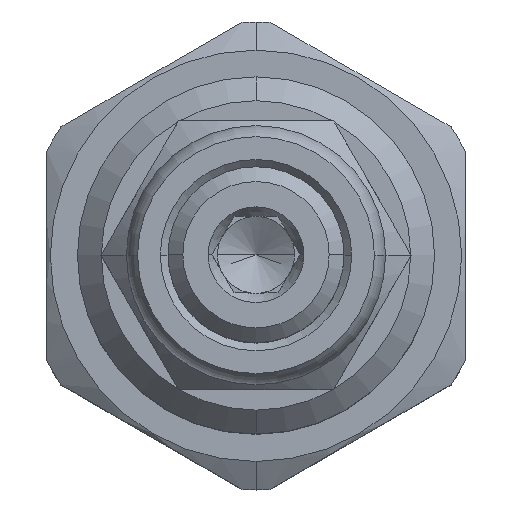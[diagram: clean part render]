
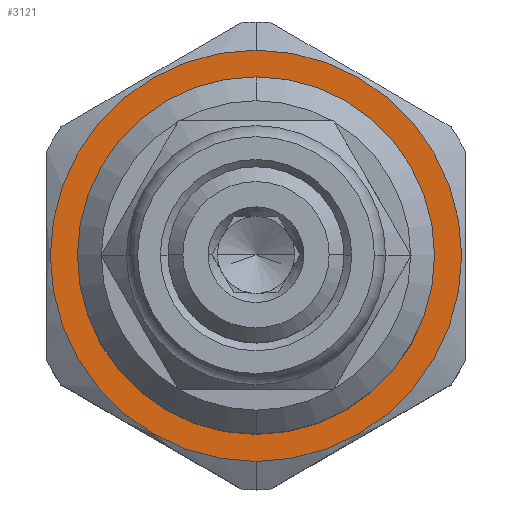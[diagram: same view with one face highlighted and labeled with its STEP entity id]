
A CAD part, top view. The second image highlights one B-rep face of the part: STEP entity #3121.
In plain terms, the highlighted planar face has unit normal (0, 0, 1).
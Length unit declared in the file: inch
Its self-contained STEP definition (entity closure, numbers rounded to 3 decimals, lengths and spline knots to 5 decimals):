
#216=CARTESIAN_POINT('',(0.,0.,2.246));
#217=DIRECTION('',(0.,0.,1.));
#218=DIRECTION('',(0.,-1.,0.));
#219=AXIS2_PLACEMENT_3D('',#216,#217,#218);
#221=CARTESIAN_POINT('',(0.,0.,2.246));
#222=DIRECTION('',(0.,0.,-1.));
#223=DIRECTION('',(0.,-1.,0.));
#224=AXIS2_PLACEMENT_3D('',#221,#222,#223);
#230=CARTESIAN_POINT('',(0.,0.,2.246));
#231=DIRECTION('',(0.,0.,-1.));
#232=DIRECTION('',(0.,-1.,0.));
#233=AXIS2_PLACEMENT_3D('',#230,#231,#232);
#424=CARTESIAN_POINT('',(0.,0.,2.246));
#425=DIRECTION('',(0.,0.,1.));
#426=DIRECTION('',(0.,-1.,0.));
#427=AXIS2_PLACEMENT_3D('',#424,#425,#426);
#2429=CARTESIAN_POINT('',(0.,-0.43,2.246));
#2431=VERTEX_POINT('',#2429);
#2437=CARTESIAN_POINT('',(0.,0.43,2.246));
#2439=VERTEX_POINT('',#2437);
#2445=CARTESIAN_POINT('',(0.,-0.3735,2.246));
#2446=CARTESIAN_POINT('',(0.,0.3735,2.246));
#2447=VERTEX_POINT('',#2445);
#2448=VERTEX_POINT('',#2446);
#3106=CARTESIAN_POINT('',(0.,0.,2.246));
#3107=DIRECTION('',(0.,0.,1.));
#3108=DIRECTION('',(0.,-1.,0.));
#3109=AXIS2_PLACEMENT_3D('',#3106,#3107,#3108);
#3110=PLANE('',#3109);
#3112=ORIENTED_EDGE('',*,*,#3111,.T.);
#3114=ORIENTED_EDGE('',*,*,#3113,.F.);
#3115=EDGE_LOOP('',(#3112,#3114));
#3116=FACE_OUTER_BOUND('',#3115,.F.);
#3117=ORIENTED_EDGE('',*,*,#3071,.T.);
#3118=ORIENTED_EDGE('',*,*,#3099,.F.);
#3119=EDGE_LOOP('',(#3117,#3118));
#3120=FACE_BOUND('',#3119,.F.);
#3121=ADVANCED_FACE('',(#3116,#3120),#3110,.T.);
#220=CIRCLE('',#219,0.3735);
#225=CIRCLE('',#224,0.3735);
#234=CIRCLE('',#233,0.43);
#428=CIRCLE('',#427,0.43);
#3071=EDGE_CURVE('',#2447,#2448,#220,.T.);
#3099=EDGE_CURVE('',#2447,#2448,#225,.T.);
#3111=EDGE_CURVE('',#2431,#2439,#234,.T.);
#3113=EDGE_CURVE('',#2431,#2439,#428,.T.);
